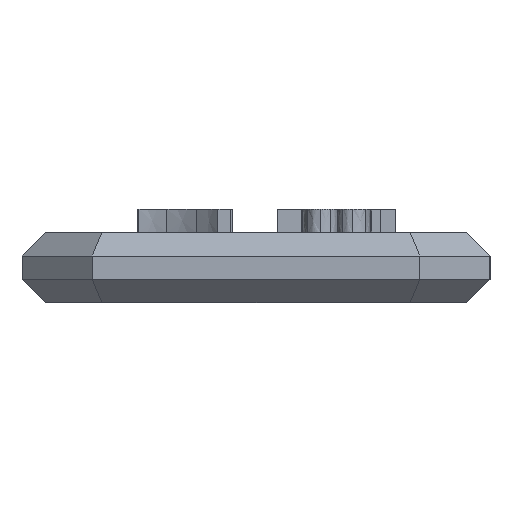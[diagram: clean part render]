
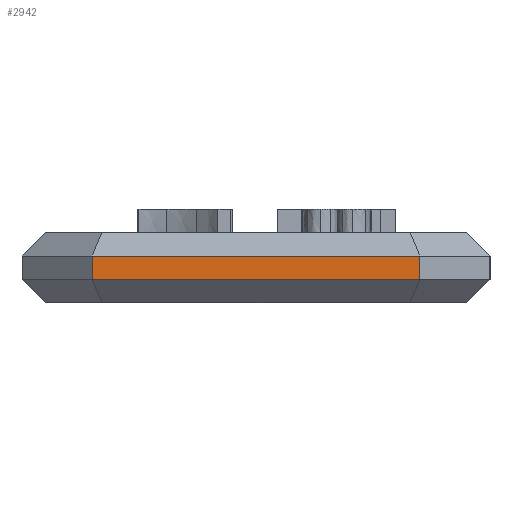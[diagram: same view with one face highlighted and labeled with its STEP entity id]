
A CAD part, left-side view. The second image highlights one B-rep face of the part: STEP entity #2942.
In plain terms, the highlighted planar face has unit normal (-1, 0, 0).
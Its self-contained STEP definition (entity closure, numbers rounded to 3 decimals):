
#2942=ADVANCED_FACE('',(#6283),#6285,.T.);
#6283=FACE_BOUND('',#6284,.T.);
#6284=EDGE_LOOP('',(#9389,#9390,#9391,#9392));
#6285=PLANE('',#6286);
#6286=AXIS2_PLACEMENT_3D('',#6287,#6288,#6289);
#6287=CARTESIAN_POINT('',(-30.,10.,0.));
#6288=DIRECTION('',(-1.,0.,0.));
#6289=DIRECTION('',(0.,-1.,0.));
#9389=ORIENTED_EDGE('',*,*,#10828,.T.);
#9390=ORIENTED_EDGE('',*,*,#11458,.T.);
#9391=ORIENTED_EDGE('',*,*,#10853,.F.);
#9392=ORIENTED_EDGE('',*,*,#11459,.F.);
#10828=EDGE_CURVE('',#12421,#12422,#12423,.T.);
#10853=EDGE_CURVE('',#12456,#12459,#12460,.T.);
#11458=EDGE_CURVE('',#12422,#12459,#13366,.T.);
#11459=EDGE_CURVE('',#12421,#12456,#13367,.T.);
#12421=VERTEX_POINT('',#15181);
#12422=VERTEX_POINT('',#15182);
#12423=LINE('',#15183,#15184);
#12456=VERTEX_POINT('',#15262);
#12459=VERTEX_POINT('',#15269);
#12460=LINE('',#15270,#15271);
#13366=LINE('',#17386,#17387);
#13367=LINE('',#17389,#17390);
#15181=CARTESIAN_POINT('',(-30.,7.,1.));
#15182=CARTESIAN_POINT('',(-30.,-7.,1.));
#15183=CARTESIAN_POINT('',(-30.,7.,1.));
#15184=VECTOR('',#15185,1.);
#15185=DIRECTION('',(0.,-1.,0.));
#15262=CARTESIAN_POINT('',(-30.,7.,2.));
#15269=CARTESIAN_POINT('',(-30.,-7.,2.));
#15270=CARTESIAN_POINT('',(-30.,7.,2.));
#15271=VECTOR('',#15272,1.);
#15272=DIRECTION('',(0.,-1.,0.));
#17386=CARTESIAN_POINT('',(-30.,-7.,1.));
#17387=VECTOR('',#17388,1.);
#17388=DIRECTION('',(0.,0.,1.));
#17389=CARTESIAN_POINT('',(-30.,7.,1.));
#17390=VECTOR('',#17391,1.);
#17391=DIRECTION('',(0.,0.,1.));
